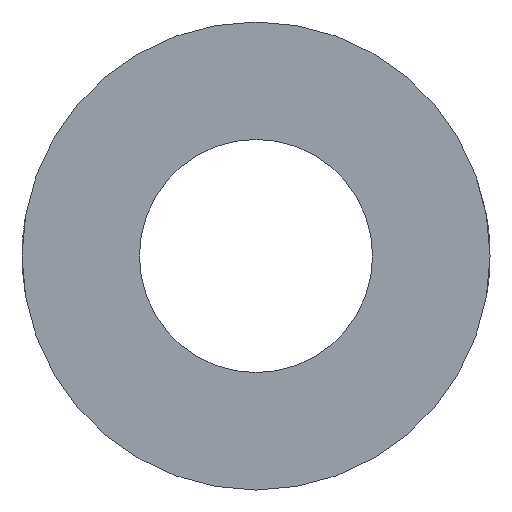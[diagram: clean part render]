
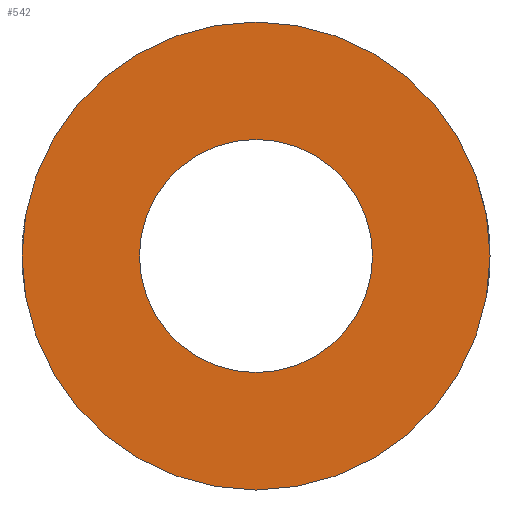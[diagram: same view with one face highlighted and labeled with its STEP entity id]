
A CAD part, front view. The second image highlights one B-rep face of the part: STEP entity #542.
In plain terms, the highlighted planar face has unit normal (0, -1, 0).
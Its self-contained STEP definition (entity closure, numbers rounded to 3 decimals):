
#18=FACE_BOUND('',#98,.T.);
#29=CIRCLE('',#574,12.7);
#30=CIRCLE('',#575,6.325);
#35=PLANE('',#573);
#67=FACE_OUTER_BOUND('',#97,.T.);
#97=EDGE_LOOP('',(#452));
#98=EDGE_LOOP('',(#453));
#252=VERTEX_POINT('',#1321);
#253=VERTEX_POINT('',#1323);
#328=EDGE_CURVE('',#252,#252,#29,.T.);
#329=EDGE_CURVE('',#253,#253,#30,.T.);
#452=ORIENTED_EDGE('',*,*,#328,.T.);
#453=ORIENTED_EDGE('',*,*,#329,.T.);
#542=ADVANCED_FACE('',(#67,#18),#35,.T.);
#573=AXIS2_PLACEMENT_3D('',#1320,#627,#628);
#574=AXIS2_PLACEMENT_3D('',#1322,#629,#630);
#575=AXIS2_PLACEMENT_3D('',#1324,#631,#632);
#627=DIRECTION('center_axis',(0.,-1.,0.));
#628=DIRECTION('ref_axis',(1.,0.,0.));
#629=DIRECTION('center_axis',(0.,-1.,0.));
#630=DIRECTION('ref_axis',(1.,0.,0.));
#631=DIRECTION('center_axis',(0.,1.,0.));
#632=DIRECTION('ref_axis',(1.,0.,0.));
#1320=CARTESIAN_POINT('Origin',(0.,0.,0.));
#1321=CARTESIAN_POINT('',(-12.7,0.,0.));
#1322=CARTESIAN_POINT('Origin',(0.,0.,0.));
#1323=CARTESIAN_POINT('',(-6.325,0.,0.));
#1324=CARTESIAN_POINT('Origin',(0.,0.,0.));
